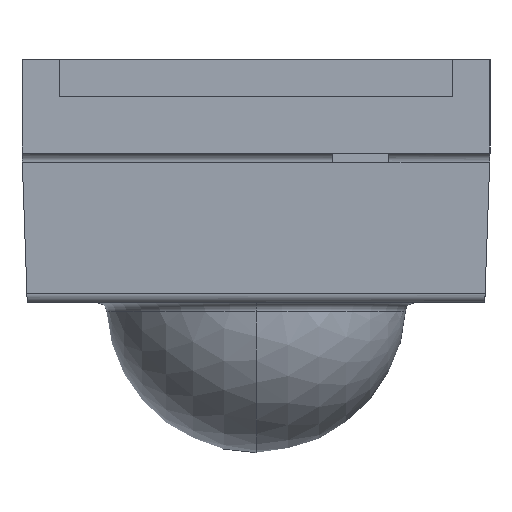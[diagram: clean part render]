
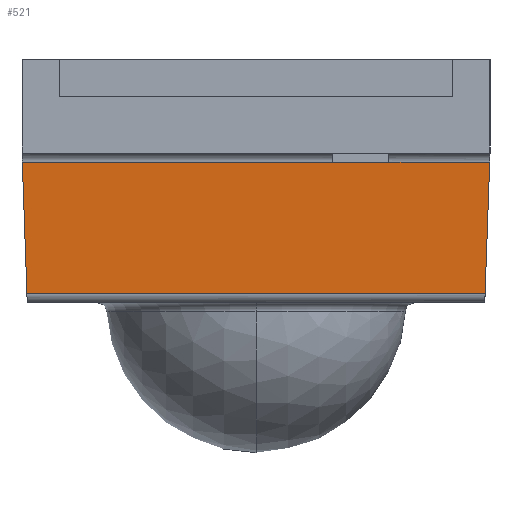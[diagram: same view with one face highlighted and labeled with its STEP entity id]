
A CAD part, left-side view. The second image highlights one B-rep face of the part: STEP entity #521.
In plain terms, the highlighted planar face has unit normal (-0.999, 0, -0.035).
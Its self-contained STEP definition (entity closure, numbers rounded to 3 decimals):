
#12 = AXIS2_PLACEMENT_3D ( 'NONE', #3341, #911, #1715 ) ;
#27 = ORIENTED_EDGE ( 'NONE', *, *, #3544, .T. ) ;
#38 = EDGE_CURVE ( 'NONE', #1228, #41, #2277, .T. ) ;
#41 = VERTEX_POINT ( 'NONE', #2321 ) ;
#426 = CARTESIAN_POINT ( 'NONE',  ( -0.699, -0.625, -0.274 ) ) ;
#521 = ADVANCED_FACE ( 'NONE', ( #1397 ), #1422, .T. ) ;
#627 = CARTESIAN_POINT ( 'NONE',  ( -0.699, -0.625, -0.274 ) ) ;
#747 = CARTESIAN_POINT ( 'NONE',  ( -0.699, -0.624, -0.274 ) ) ;
#848 = CARTESIAN_POINT ( 'NONE',  ( -0.698, 0.623, -0.299 ) ) ;
#911 = DIRECTION ( 'NONE',  ( -0.999, 0., -0.035 ) ) ;
#912 = LINE ( 'NONE', #426, #1094 ) ;
#913 = DIRECTION ( 'NONE',  ( 0., 1., 0. ) ) ;
#970 = VERTEX_POINT ( 'NONE', #747 ) ;
#1017 = CARTESIAN_POINT ( 'NONE',  ( -0.7, -0.625, -0.25 ) ) ;
#1094 = VECTOR ( 'NONE', #1756, 1000. ) ;
#1096 = ORIENTED_EDGE ( 'NONE', *, *, #38, .T. ) ;
#1148 = ORIENTED_EDGE ( 'NONE', *, *, #2031, .T. ) ;
#1162 = EDGE_CURVE ( 'NONE', #1228, #2148, #1364, .T. ) ;
#1228 = VERTEX_POINT ( 'NONE', #1915 ) ;
#1364 = LINE ( 'NONE', #848, #2685 ) ;
#1397 = FACE_OUTER_BOUND ( 'NONE', #2168, .T. ) ;
#1422 = PLANE ( 'NONE',  #12 ) ;
#1449 = ORIENTED_EDGE ( 'NONE', *, *, #1162, .F. ) ;
#1495 = VECTOR ( 'NONE', #2658, 1000. ) ;
#1542 = VERTEX_POINT ( 'NONE', #1946 ) ;
#1677 = ORIENTED_EDGE ( 'NONE', *, *, #2630, .T. ) ;
#1715 = DIRECTION ( 'NONE',  ( -0.035, 0., 0.999 ) ) ;
#1756 = DIRECTION ( 'NONE',  ( 0., 1., 0. ) ) ;
#1815 = LINE ( 'NONE', #3165, #1860 ) ;
#1860 = VECTOR ( 'NONE', #913, 1000. ) ;
#1915 = CARTESIAN_POINT ( 'NONE',  ( -0.687, 0.612, -0.626 ) ) ;
#1920 = VECTOR ( 'NONE', #1969, 1000. ) ;
#1946 = CARTESIAN_POINT ( 'NONE',  ( -0.699, -0.205, -0.274 ) ) ;
#1969 = DIRECTION ( 'NONE',  ( 0., 1., 0. ) ) ;
#1999 = LINE ( 'NONE', #627, #1920 ) ;
#2031 = EDGE_CURVE ( 'NONE', #3074, #1542, #1999, .T. ) ;
#2148 = VERTEX_POINT ( 'NONE', #2381 ) ;
#2168 = EDGE_LOOP ( 'NONE', ( #27, #2248, #1148, #1677, #1449, #1096 ) ) ;
#2248 = ORIENTED_EDGE ( 'NONE', *, *, #2608, .T. ) ;
#2277 = LINE ( 'NONE', #2284, #3468 ) ;
#2284 = CARTESIAN_POINT ( 'NONE',  ( -0.687, -0.625, -0.626 ) ) ;
#2313 = DIRECTION ( 'NONE',  ( 0., -1., 0. ) ) ;
#2321 = CARTESIAN_POINT ( 'NONE',  ( -0.687, -0.612, -0.626 ) ) ;
#2381 = CARTESIAN_POINT ( 'NONE',  ( -0.699, 0.624, -0.274 ) ) ;
#2608 = EDGE_CURVE ( 'NONE', #970, #3074, #912, .T. ) ;
#2630 = EDGE_CURVE ( 'NONE', #1542, #2148, #1815, .T. ) ;
#2658 = DIRECTION ( 'NONE',  ( -0.035, -0.035, 0.999 ) ) ;
#2685 = VECTOR ( 'NONE', #3007, 1000. ) ;
#3007 = DIRECTION ( 'NONE',  ( -0.035, 0.035, 0.999 ) ) ;
#3020 = CARTESIAN_POINT ( 'NONE',  ( -0.699, -0.355, -0.274 ) ) ;
#3074 = VERTEX_POINT ( 'NONE', #3020 ) ;
#3165 = CARTESIAN_POINT ( 'NONE',  ( -0.699, -0.625, -0.274 ) ) ;
#3341 = CARTESIAN_POINT ( 'NONE',  ( -0.7, -0.625, -0.25 ) ) ;
#3373 = LINE ( 'NONE', #1017, #1495 ) ;
#3468 = VECTOR ( 'NONE', #2313, 1000. ) ;
#3544 = EDGE_CURVE ( 'NONE', #41, #970, #3373, .T. ) ;
